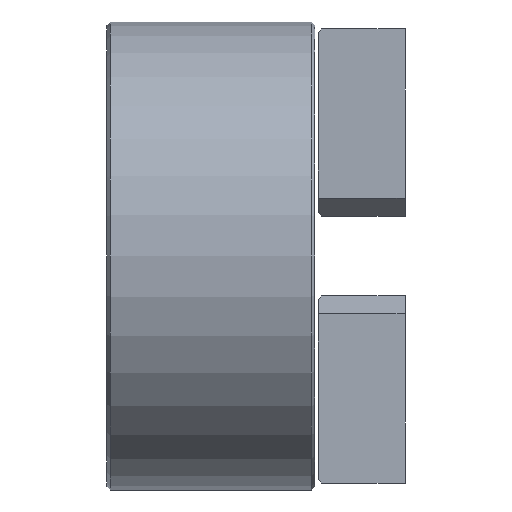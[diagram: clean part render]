
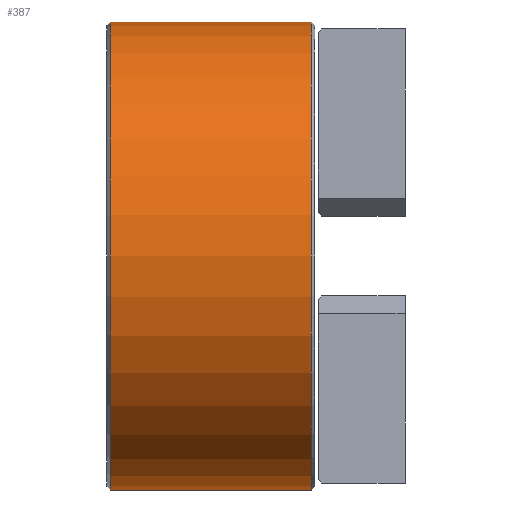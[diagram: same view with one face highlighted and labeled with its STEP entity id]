
A CAD part, front view. The second image highlights one B-rep face of the part: STEP entity #387.
In plain terms, the highlighted cylindrical face has radius 67.5 mm (diameter 135 mm), a full revolution.
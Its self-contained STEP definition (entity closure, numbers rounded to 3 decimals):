
#387 = ADVANCED_FACE( '', ( #904, #905 ), #906, .T. );
#904 = FACE_OUTER_BOUND( '', #1584, .T. );
#905 = FACE_OUTER_BOUND( '', #1585, .T. );
#906 = CYLINDRICAL_SURFACE( '', #1586, 67.5 );
#1584 = EDGE_LOOP( '', ( #2716 ) );
#1585 = EDGE_LOOP( '', ( #2717 ) );
#1586 = AXIS2_PLACEMENT_3D( '', #2718, #2719, #2720 );
#2716 = ORIENTED_EDGE( '', *, *, #4309, .T. );
#2717 = ORIENTED_EDGE( '', *, *, #4010, .F. );
#2718 = CARTESIAN_POINT( '', ( -60.008, 0., 0. ) );
#2719 = DIRECTION( '', ( 1., 0., 0. ) );
#2720 = DIRECTION( '', ( 0., 0., 1. ) );
#4010 = EDGE_CURVE( '', #4655, #4655, #4656, .T. );
#4309 = EDGE_CURVE( '', #5140, #5140, #5141, .T. );
#4655 = VERTEX_POINT( '', #5588 );
#4656 = CIRCLE( '', #5589, 67.5 );
#5140 = VERTEX_POINT( '', #6660 );
#5141 = CIRCLE( '', #6661, 67.5 );
#5588 = CARTESIAN_POINT( '', ( -29., 0., 67.5 ) );
#5589 = AXIS2_PLACEMENT_3D( '', #7684, #7685, #7686 );
#6660 = CARTESIAN_POINT( '', ( 29., 0., 67.5 ) );
#6661 = AXIS2_PLACEMENT_3D( '', #7926, #7927, #7928 );
#7684 = CARTESIAN_POINT( '', ( -29., 0., 0. ) );
#7685 = DIRECTION( '', ( -1., 0., 0. ) );
#7686 = DIRECTION( '', ( 0., 0., 1. ) );
#7926 = CARTESIAN_POINT( '', ( 29., 0., 0. ) );
#7927 = DIRECTION( '', ( -1., 0., 0. ) );
#7928 = DIRECTION( '', ( 0., 0., 1. ) );
